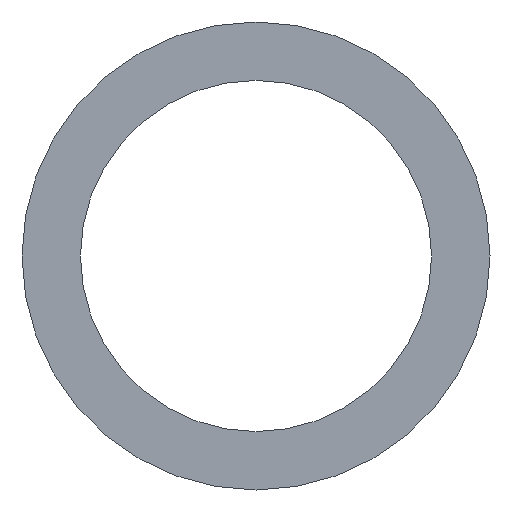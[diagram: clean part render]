
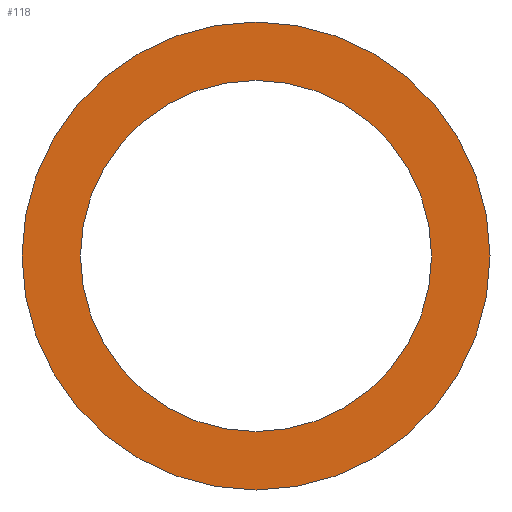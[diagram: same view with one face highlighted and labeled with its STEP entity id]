
A CAD part, left-side view. The second image highlights one B-rep face of the part: STEP entity #118.
In plain terms, the highlighted planar face has unit normal (-1, 0, 0).
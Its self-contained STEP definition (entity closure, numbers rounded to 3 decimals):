
#74 = EDGE_CURVE( '', #88, #132, #186, .T. );
#88 = VERTEX_POINT( '', #202 );
#100 = VERTEX_POINT( '', #214 );
#114 = EDGE_CURVE( '', #142, #100, #230, .T. );
#118 = ADVANCED_FACE( '', ( #235, #236 ), #237, .T. );
#124 = EDGE_CURVE( '', #132, #88, #244, .T. );
#130 = EDGE_CURVE( '', #100, #142, #250, .T. );
#132 = VERTEX_POINT( '', #252 );
#142 = VERTEX_POINT( '', #265 );
#186 = CIRCLE( '', #303, 185. );
#202 = CARTESIAN_POINT( '', ( -136., -185., 0. ) );
#214 = CARTESIAN_POINT( '', ( -136., 138.8, 0. ) );
#230 = CIRCLE( '', #359, 138.8 );
#235 = FACE_BOUND( '', #364, .T. );
#236 = FACE_OUTER_BOUND( '', #365, .T. );
#237 = PLANE( '', #366 );
#244 = CIRCLE( '', #373, 185. );
#250 = CIRCLE( '', #382, 138.8 );
#252 = CARTESIAN_POINT( '', ( -136., 185., 0. ) );
#265 = CARTESIAN_POINT( '', ( -136., -138.8, 0. ) );
#303 = AXIS2_PLACEMENT_3D( '', #439, #440, #441 );
#359 = AXIS2_PLACEMENT_3D( '', #489, #490, #491 );
#364 = EDGE_LOOP( '', ( #501, #502 ) );
#365 = EDGE_LOOP( '', ( #503, #504 ) );
#366 = AXIS2_PLACEMENT_3D( '', #505, #506, #507 );
#373 = AXIS2_PLACEMENT_3D( '', #517, #518, #519 );
#382 = AXIS2_PLACEMENT_3D( '', #521, #522, #523 );
#439 = CARTESIAN_POINT( '', ( -136., 0., 0. ) );
#440 = DIRECTION( '', ( -1., 0., 0. ) );
#441 = DIRECTION( '', ( 0., 1., 0. ) );
#489 = CARTESIAN_POINT( '', ( -136., 0., 0. ) );
#490 = DIRECTION( '', ( -1., 0., 0. ) );
#491 = DIRECTION( '', ( 0., 1., 0. ) );
#501 = ORIENTED_EDGE( '', *, *, #130, .F. );
#502 = ORIENTED_EDGE( '', *, *, #114, .F. );
#503 = ORIENTED_EDGE( '', *, *, #124, .T. );
#504 = ORIENTED_EDGE( '', *, *, #74, .T. );
#505 = CARTESIAN_POINT( '', ( -136., 161.9, 0. ) );
#506 = DIRECTION( '', ( -1., 0., 0. ) );
#507 = DIRECTION( '', ( 0., 1., 0. ) );
#517 = CARTESIAN_POINT( '', ( -136., 0., 0. ) );
#518 = DIRECTION( '', ( -1., 0., 0. ) );
#519 = DIRECTION( '', ( 0., 1., 0. ) );
#521 = CARTESIAN_POINT( '', ( -136., 0., 0. ) );
#522 = DIRECTION( '', ( -1., 0., 0. ) );
#523 = DIRECTION( '', ( 0., 1., 0. ) );
